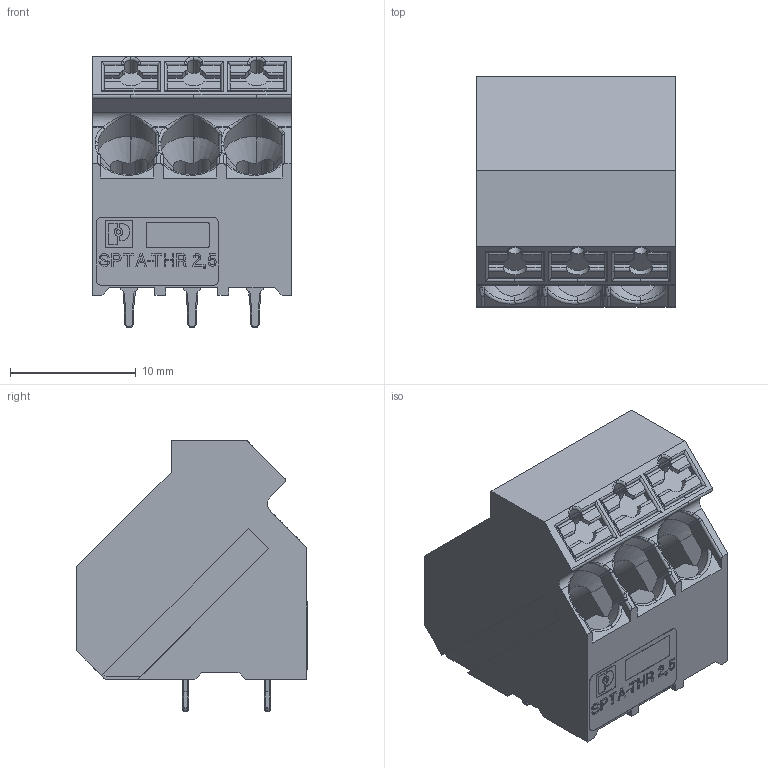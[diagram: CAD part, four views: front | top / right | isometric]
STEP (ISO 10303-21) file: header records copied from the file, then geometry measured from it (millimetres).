
FILE_DESCRIPTION(('STEP AP203'),'1');
FILE_NAME('1366005.stp','2025-06-05T07:00:12',('TraceParts'),('TraceParts S.A.'),'Spatial InterOp 3D',' ',' ');
FILE_SCHEMA(('CONFIG_CONTROL_DESIGN'));
Length unit declared in the file: millimetre
Products named in the file (1): 1
Bounding box: 15.8 x 18.33 x 21.6 mm (x, y, z)
Volume: 3017.1 mm3; surface area: 4364.3 mm2
Topology: 7 solids, 7 shells, 1331 faces, 3654 edges, 2346 vertices
Faces by surface type: plane 792, cylinder 334, cone 132, bspline 39, torus 28, sphere 6
Entity records: 53822 total; most frequent: CARTESIAN_POINT 20161, ORIENTED_EDGE 7292, DIRECTION 6682, EDGE_CURVE 3646, LINE 2606, VECTOR 2606, VERTEX_POINT 2346, AXIS2_PLACEMENT_3D 2038
